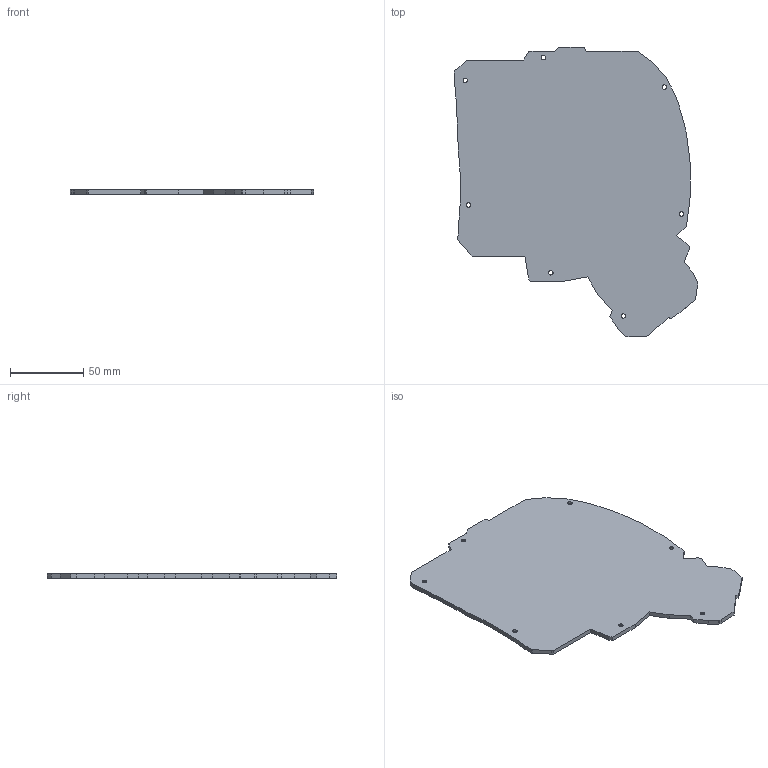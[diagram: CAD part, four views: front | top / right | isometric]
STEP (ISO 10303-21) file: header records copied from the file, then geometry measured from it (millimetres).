
FILE_DESCRIPTION (( 'STEP AP203' ), '1' );
FILE_NAME ('DM_6x6_MX_DEF-THUMB_BASIC_Left_Plate.STEP', '2022-09-27T15:56:22', ( '' ), ( '' ), 'SwSTEP 2.0', 'SolidWorks 2020', '' );
FILE_SCHEMA (( 'CONFIG_CONTROL_DESIGN' ));
Length unit declared in the file: millimetre
Products named in the file (1): DM_6x6_MX_DEF-THUMB_BASIC_Left_Plate
Bounding box: 166.52 x 197.92 x 3 mm (x, y, z)
Volume: 73943.8 mm3; surface area: 51514.1 mm2
Topology: 1 solids, 1 shells, 91 faces, 253 edges, 164 vertices
Faces by surface type: plane 62, cylinder 15, cone 14
Entity records: 2984 total; most frequent: CARTESIAN_POINT 509, ORIENTED_EDGE 506, DIRECTION 481, EDGE_CURVE 253, VECTOR 209, LINE 209, VERTEX_POINT 164, AXIS2_PLACEMENT_3D 136
